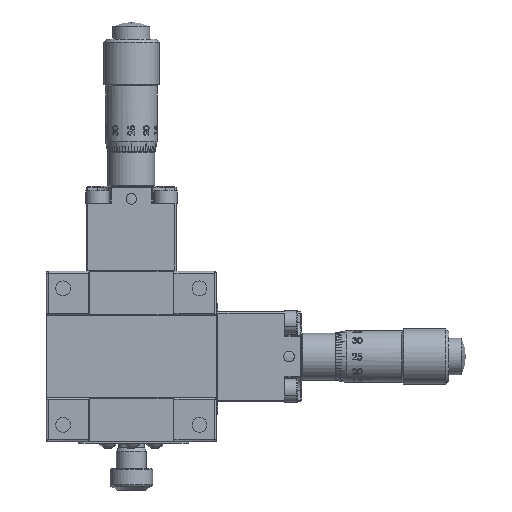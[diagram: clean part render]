
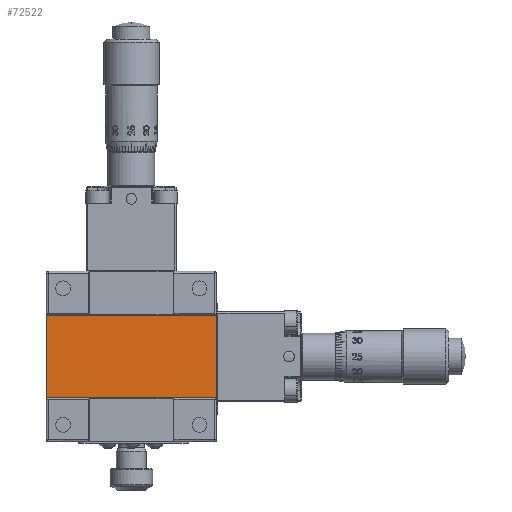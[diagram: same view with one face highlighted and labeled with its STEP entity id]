
A CAD part, front view. The second image highlights one B-rep face of the part: STEP entity #72522.
In plain terms, the highlighted planar face has unit normal (0, -1, 0).
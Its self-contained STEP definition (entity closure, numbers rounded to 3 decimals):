
#5669 = CARTESIAN_POINT ( 'NONE',  ( 55.994, -18.778, 6.764 ) ) ;
#9591 = EDGE_LOOP ( 'NONE', ( #112024, #114793, #114901, #117111 ) ) ;
#15498 = DIRECTION ( 'NONE',  ( 0., 0., 1. ) ) ;
#16517 = VERTEX_POINT ( 'NONE', #72942 ) ;
#16666 = VECTOR ( 'NONE', #100044, 1000. ) ;
#21018 = DIRECTION ( 'NONE',  ( 0., 0., 1. ) ) ;
#22615 = FACE_OUTER_BOUND ( 'NONE', #9591, .T. ) ;
#26548 = VERTEX_POINT ( 'NONE', #44290 ) ;
#34593 = CARTESIAN_POINT ( 'NONE',  ( 55.994, -18.778, -12.636 ) ) ;
#35264 = CARTESIAN_POINT ( 'NONE',  ( 55.994, -18.778, 6.764 ) ) ;
#35825 = EDGE_CURVE ( 'NONE', #26548, #16517, #41452, .T. ) ;
#38062 = VECTOR ( 'NONE', #44634, 1000. ) ;
#41452 = LINE ( 'NONE', #88709, #63369 ) ;
#43067 = LINE ( 'NONE', #58741, #89892 ) ;
#44290 = CARTESIAN_POINT ( 'NONE',  ( 16.035, -18.778, 6.764 ) ) ;
#44634 = DIRECTION ( 'NONE',  ( -1., 0., 0. ) ) ;
#47440 = EDGE_CURVE ( 'NONE', #47595, #70418, #43067, .T. ) ;
#47595 = VERTEX_POINT ( 'NONE', #52148 ) ;
#52148 = CARTESIAN_POINT ( 'NONE',  ( 55.952, -18.778, -12.636 ) ) ;
#55602 = EDGE_CURVE ( 'NONE', #47595, #16517, #119198, .T. ) ;
#58741 = CARTESIAN_POINT ( 'NONE',  ( 55.952, -18.778, -12.636 ) ) ;
#59990 = LINE ( 'NONE', #35264, #38062 ) ;
#62218 = PLANE ( 'NONE',  #109164 ) ;
#63369 = VECTOR ( 'NONE', #87911, 1000. ) ;
#66411 = EDGE_CURVE ( 'NONE', #70418, #26548, #59990, .T. ) ;
#70418 = VERTEX_POINT ( 'NONE', #108003 ) ;
#71608 = DIRECTION ( 'NONE',  ( 0., 1., 0. ) ) ;
#72522 = ADVANCED_FACE ( 'NONE', ( #22615 ), #62218, .F. ) ;
#72942 = CARTESIAN_POINT ( 'NONE',  ( 16.035, -18.778, -12.636 ) ) ;
#87911 = DIRECTION ( 'NONE',  ( 0., 0., -1. ) ) ;
#88709 = CARTESIAN_POINT ( 'NONE',  ( 16.035, -18.778, 6.764 ) ) ;
#89892 = VECTOR ( 'NONE', #21018, 1000. ) ;
#100044 = DIRECTION ( 'NONE',  ( -1., 0., 0. ) ) ;
#108003 = CARTESIAN_POINT ( 'NONE',  ( 55.952, -18.778, 6.764 ) ) ;
#109164 = AXIS2_PLACEMENT_3D ( 'NONE', #5669, #71608, #15498 ) ;
#112024 = ORIENTED_EDGE ( 'NONE', *, *, #55602, .F. ) ;
#114793 = ORIENTED_EDGE ( 'NONE', *, *, #47440, .T. ) ;
#114901 = ORIENTED_EDGE ( 'NONE', *, *, #66411, .T. ) ;
#117111 = ORIENTED_EDGE ( 'NONE', *, *, #35825, .T. ) ;
#119198 = LINE ( 'NONE', #34593, #16666 ) ;
